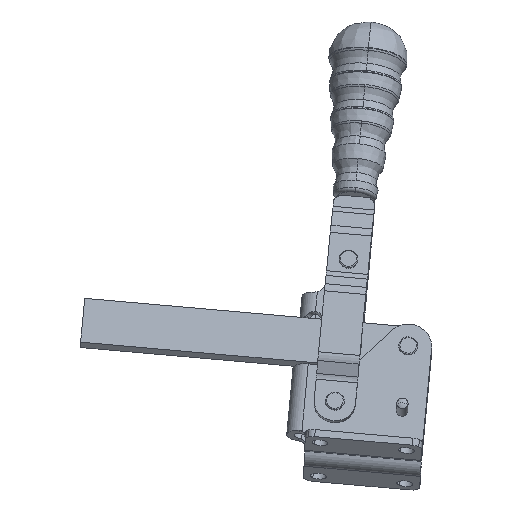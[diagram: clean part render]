
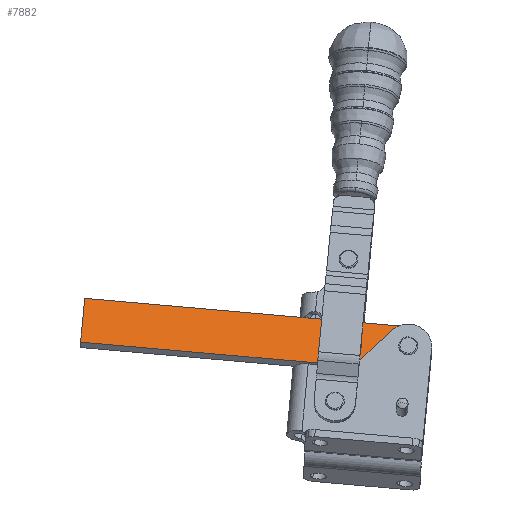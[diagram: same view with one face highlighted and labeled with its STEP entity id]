
A CAD part, front view. The second image highlights one B-rep face of the part: STEP entity #7882.
In plain terms, the highlighted planar face has unit normal (0.016, -0.935, 0.354).
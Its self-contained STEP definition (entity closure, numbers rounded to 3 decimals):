
#2462=CARTESIAN_POINT('',(-95.632,-37.339,101.563));
#2463=VERTEX_POINT('',#2462);
#2479=CARTESIAN_POINT('',(-99.359,-34.123,110.21));
#2480=VERTEX_POINT('',#2479);
#2487=CARTESIAN_POINT('',(-88.4,-34.294,109.272));
#2488=DIRECTION('',(-0.016,0.935,-0.355));
#2489=DIRECTION('',(0.657,0.277,0.701));
#2490=AXIS2_PLACEMENT_3D('',#2487,#2488,#2489);
#2491=CIRCLE('',#2490,11.);
#2492=EDGE_CURVE('',#2463,#2480,#2491,.T.);
#3022=CARTESIAN_POINT('',(-77.948,-37.898,99.303));
#3023=VERTEX_POINT('',#3022);
#3030=CARTESIAN_POINT('',(-81.385,-38.859,96.922));
#3031=VERTEX_POINT('',#3030);
#3032=CARTESIAN_POINT('',(-88.548,-34.292,109.285));
#3033=DIRECTION('',(-0.016,0.935,-0.355));
#3034=DIRECTION('',(0.342,-0.328,-0.881));
#3035=AXIS2_PLACEMENT_3D('',#3032,#3033,#3034);
#3036=CIRCLE('',#3035,15.);
#3037=EDGE_CURVE('',#3023,#3031,#3036,.T.);
#3603=CARTESIAN_POINT('',(-51.697,-30.45,117.78));
#3604=VERTEX_POINT('',#3603);
#3611=CARTESIAN_POINT('',(-61.625,-31.875,114.461));
#3612=VERTEX_POINT('',#3611);
#3613=CARTESIAN_POINT('',(-52.792,-34.881,106.143));
#3614=DIRECTION('',(-0.016,0.935,-0.355));
#3615=DIRECTION('',(0.996,-0.016,-0.088));
#3616=AXIS2_PLACEMENT_3D('',#3613,#3614,#3615);
#3617=CIRCLE('',#3616,12.5);
#3618=EDGE_CURVE('',#3612,#3604,#3617,.T.);
#7746=CARTESIAN_POINT('',(-109.128,-29.503,122.826));
#7747=VERTEX_POINT('',#7746);
#7763=CARTESIAN_POINT('',(-224.507,-27.602,132.964));
#7764=VERTEX_POINT('',#7763);
#7771=CARTESIAN_POINT('',(-224.507,-27.602,132.964));
#7772=DIRECTION('',(0.996,-0.016,-0.088));
#7773=VECTOR('',#7772,115.84);
#7774=LINE('',#7771,#7773);
#7775=EDGE_CURVE('',#7764,#7747,#7774,.T.);
#7780=CARTESIAN_POINT('',(-135.459,-33.518,113.407));
#7781=DIRECTION('',(0.016,-0.935,0.355));
#7782=DIRECTION('',(0.996,-0.016,-0.088));
#7783=AXIS2_PLACEMENT_3D('',#7780,#7781,#7782);
#7784=PLANE('',#7783);
#7785=CARTESIAN_POINT('',(-105.272,-29.582,122.447));
#7786=VERTEX_POINT('',#7785);
#7787=CARTESIAN_POINT('',(-105.249,-29.567,122.485));
#7788=VERTEX_POINT('',#7787);
#7789=CARTESIAN_POINT('',(-105.272,-29.582,122.447));
#7790=CARTESIAN_POINT('',(-105.265,-29.578,122.459));
#7791=CARTESIAN_POINT('',(-105.258,-29.573,122.472));
#7792=CARTESIAN_POINT('',(-105.249,-29.567,122.485));
#7793=B_SPLINE_CURVE_WITH_KNOTS('',3,(#7789,#7790,#7791,#7792),.UNSPECIFIED.,.F.,.U.,(4,4),(-0.471,-0.458),.UNSPECIFIED.);
#7794=EDGE_CURVE('',#7786,#7788,#7793,.T.);
#7795=ORIENTED_EDGE('',*,*,#7794,.F.);
#7796=CARTESIAN_POINT('',(-109.132,-29.522,122.778));
#7797=VERTEX_POINT('',#7796);
#7798=CARTESIAN_POINT('',(-109.132,-29.522,122.778));
#7799=DIRECTION('',(0.996,-0.016,-0.085));
#7800=VECTOR('',#7799,3.874);
#7801=LINE('',#7798,#7800);
#7802=EDGE_CURVE('',#7797,#7786,#7801,.T.);
#7803=ORIENTED_EDGE('',*,*,#7802,.F.);
#7804=CARTESIAN_POINT('',(-109.128,-29.503,122.826));
#7805=DIRECTION('',(-0.085,-0.355,-0.931));
#7806=VECTOR('',#7805,0.052);
#7807=LINE('',#7804,#7806);
#7808=EDGE_CURVE('',#7747,#7797,#7807,.T.);
#7809=ORIENTED_EDGE('',*,*,#7808,.F.);
#7810=ORIENTED_EDGE('',*,*,#7775,.F.);
#7811=CARTESIAN_POINT('',(-226.698,-36.464,109.69));
#7812=VERTEX_POINT('',#7811);
#7813=CARTESIAN_POINT('',(-226.698,-36.464,109.69));
#7814=DIRECTION('',(0.088,0.354,0.931));
#7815=VECTOR('',#7814,25.);
#7816=LINE('',#7813,#7815);
#7817=EDGE_CURVE('',#7812,#7764,#7816,.T.);
#7818=ORIENTED_EDGE('',*,*,#7817,.F.);
#7819=CARTESIAN_POINT('',(-81.385,-38.859,96.922));
#7820=DIRECTION('',(-0.996,0.016,0.088));
#7821=VECTOR('',#7820,145.893);
#7822=LINE('',#7819,#7821);
#7823=EDGE_CURVE('',#3031,#7812,#7822,.T.);
#7824=ORIENTED_EDGE('',*,*,#7823,.F.);
#7825=ORIENTED_EDGE('',*,*,#3037,.F.);
#7826=CARTESIAN_POINT('',(-77.948,-37.898,99.303));
#7827=DIRECTION('',(0.707,0.261,0.657));
#7828=VECTOR('',#7827,23.075);
#7829=LINE('',#7826,#7828);
#7830=EDGE_CURVE('',#3023,#3612,#7829,.T.);
#7831=ORIENTED_EDGE('',*,*,#7830,.T.);
#7832=ORIENTED_EDGE('',*,*,#3618,.T.);
#7833=CARTESIAN_POINT('',(-80.86,-29.969,120.342));
#7834=VERTEX_POINT('',#7833);
#7835=CARTESIAN_POINT('',(-80.86,-29.969,120.342));
#7836=DIRECTION('',(0.996,-0.016,-0.088));
#7837=VECTOR('',#7836,29.28);
#7838=LINE('',#7835,#7837);
#7839=EDGE_CURVE('',#7834,#3604,#7838,.T.);
#7840=ORIENTED_EDGE('',*,*,#7839,.F.);
#7841=CARTESIAN_POINT('',(-81.168,-31.249,116.98));
#7842=VERTEX_POINT('',#7841);
#7843=CARTESIAN_POINT('',(-80.86,-29.969,120.342));
#7844=DIRECTION('',(-0.085,-0.355,-0.931));
#7845=VECTOR('',#7844,3.61);
#7846=LINE('',#7843,#7845);
#7847=EDGE_CURVE('',#7834,#7842,#7846,.T.);
#7848=ORIENTED_EDGE('',*,*,#7847,.T.);
#7849=CARTESIAN_POINT('',(-88.4,-34.294,109.272));
#7850=DIRECTION('',(-0.016,0.935,-0.355));
#7851=DIRECTION('',(0.657,0.277,0.701));
#7852=AXIS2_PLACEMENT_3D('',#7849,#7850,#7851);
#7853=CIRCLE('',#7852,11.);
#7854=EDGE_CURVE('',#7842,#2463,#7853,.T.);
#7855=ORIENTED_EDGE('',*,*,#7854,.T.);
#7856=ORIENTED_EDGE('',*,*,#2492,.T.);
#7857=CARTESIAN_POINT('',(-98.421,-30.223,120.453));
#7858=VERTEX_POINT('',#7857);
#7859=CARTESIAN_POINT('',(-99.359,-34.123,110.21));
#7860=DIRECTION('',(0.085,0.355,0.931));
#7861=VECTOR('',#7860,11.);
#7862=LINE('',#7859,#7861);
#7863=EDGE_CURVE('',#2480,#7858,#7862,.T.);
#7864=ORIENTED_EDGE('',*,*,#7863,.T.);
#7865=CARTESIAN_POINT('',(-98.592,-29.677,121.9));
#7866=VERTEX_POINT('',#7865);
#7867=CARTESIAN_POINT('',(-102.406,-30.161,120.794));
#7868=DIRECTION('',(0.016,-0.935,0.355));
#7869=DIRECTION('',(0.892,-0.147,-0.428));
#7870=AXIS2_PLACEMENT_3D('',#7867,#7868,#7869);
#7871=CIRCLE('',#7870,4.);
#7872=EDGE_CURVE('',#7858,#7866,#7871,.T.);
#7873=ORIENTED_EDGE('',*,*,#7872,.T.);
#7874=CARTESIAN_POINT('',(-105.249,-29.567,122.485));
#7875=DIRECTION('',(0.996,-0.016,-0.088));
#7876=VECTOR('',#7875,6.684);
#7877=LINE('',#7874,#7876);
#7878=EDGE_CURVE('',#7788,#7866,#7877,.T.);
#7879=ORIENTED_EDGE('',*,*,#7878,.F.);
#7880=EDGE_LOOP('',(#7795,#7803,#7809,#7810,#7818,#7824,#7825,#7831,#7832,#7840,#7848,#7855,#7856,#7864,#7873,#7879));
#7881=FACE_OUTER_BOUND('',#7880,.T.);
#7882=ADVANCED_FACE('',(#7881),#7784,.T.);
